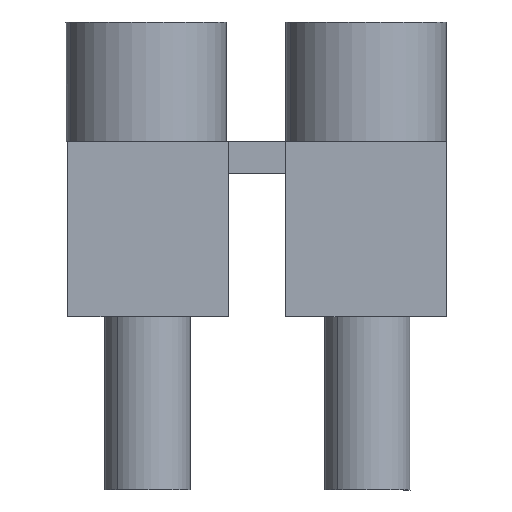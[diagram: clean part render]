
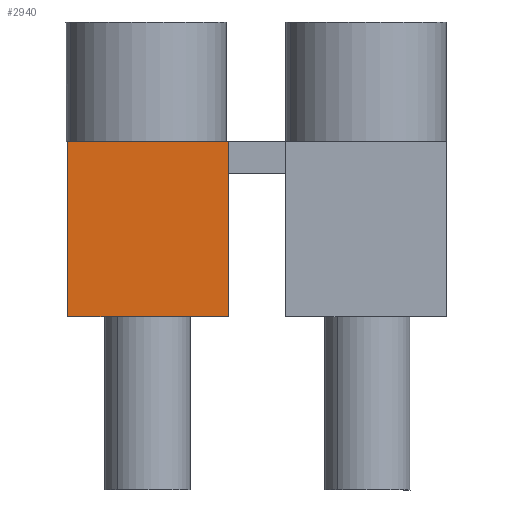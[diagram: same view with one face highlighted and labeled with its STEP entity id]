
A CAD part, front view. The second image highlights one B-rep face of the part: STEP entity #2940.
In plain terms, the highlighted face is planar.
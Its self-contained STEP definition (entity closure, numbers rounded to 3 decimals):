
#560=CARTESIAN_POINT('',(69.045,-14.025,-92.225));
#570=VERTEX_POINT('',#560);
#600=CARTESIAN_POINT('',(69.045,-22.678,-92.225));
#610=DIRECTION('',(0.,1.,0.));
#620=VECTOR('',#610,1.);
#630=LINE('',#600,#620);
#640=CARTESIAN_POINT('',(69.045,-22.225,-92.225));
#650=VERTEX_POINT('',#640);
#660=EDGE_CURVE('',#650,#570,#630,.T.);
#1620=CARTESIAN_POINT('',(69.045,-22.225,
7.075));
#1630=DIRECTION('',(0.,0.,-1.));
#1640=VECTOR('',#1630,1.);
#1650=LINE('',#1620,#1640);
#2640=CARTESIAN_POINT('',(69.045,-14.025,
7.075));
#2650=DIRECTION('',(-1.,0.,0.));
#2660=DIRECTION('',(0.,1.,0.));
#2670=AXIS2_PLACEMENT_3D('',#2640,#2650,#2660);
#2680=PLANE('',#2670);
#2690=CARTESIAN_POINT('',(69.045,-14.025,
7.075));
#2700=DIRECTION('',(0.,0.,-1.));
#2710=VECTOR('',#2700,1.);
#2720=LINE('',#2690,#2710);
#2730=CARTESIAN_POINT('',(69.045,-14.025,-88.575));
#2740=VERTEX_POINT('',#2730);
#2750=EDGE_CURVE('',#2740,#570,#2720,.T.);
#2760=ORIENTED_EDGE('',*,*,#2750,.T.);
#2770=CARTESIAN_POINT('',(69.045,-14.025,-84.725));
#2780=VERTEX_POINT('',#2770);
#2790=EDGE_CURVE('',#2780,#2740,#2720,.T.);
#2800=ORIENTED_EDGE('',*,*,#2790,.T.);
#2810=CARTESIAN_POINT('',(69.045,-22.678,-84.725));
#2820=DIRECTION('',(0.,-1.,0.));
#2830=VECTOR('',#2820,1.);
#2840=LINE('',#2810,#2830);
#2850=CARTESIAN_POINT('',(69.045,-22.225,-84.725));
#2860=VERTEX_POINT('',#2850);
#2870=EDGE_CURVE('',#2780,#2860,#2840,.T.);
#2880=ORIENTED_EDGE('',*,*,#2870,.F.);
#2890=EDGE_CURVE('',#2860,#650,#1650,.T.);
#2900=ORIENTED_EDGE('',*,*,#2890,.F.);
#2910=ORIENTED_EDGE('',*,*,#660,.F.);
#2920=EDGE_LOOP('',(#2910,#2900,#2880,#2800,#2760));
#2930=FACE_OUTER_BOUND('',#2920,.T.);
#2940=ADVANCED_FACE('',(#2930),#2680,.T.);
